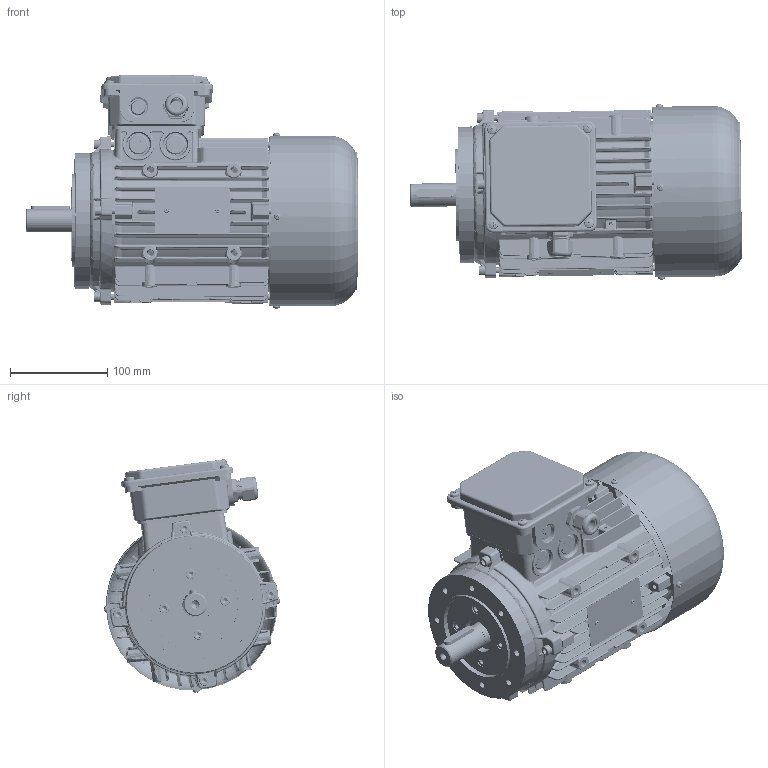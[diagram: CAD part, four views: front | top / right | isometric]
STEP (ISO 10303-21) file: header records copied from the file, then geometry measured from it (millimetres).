
FILE_DESCRIPTION((''),'2;1');
FILE_NAME('OE090L-B14.stp','2014-09-18T10:33:39',('WRKS_ELPROM'),(''),'Autodesk Inventor 2011','Autodesk Inventor 2011','');
FILE_SCHEMA(('AUTOMOTIVE_DESIGN { 1 0 10303 214 1 1 1 1 }'));
Length unit declared in the file: millimetre
Products named in the file (33): OE090L-B14; OE090L-BASE; PNC090LFAGQ; PNQ090ASAEXDL; PNQ090PSAEXDL; 6205-2Z; 6205-2Z_PART1; 6205-2Z_PART2; 6205-2Z_PART3; 6205-2Z_PART4; 6205-2Z_PART5; 1009320+ANELLO; VENTOLA_1009320; ANELLO_1009320; DIN 6885 A A 8 x 7 x 40; CVM90_STD; ISO 7045 Z M3,5 x 8 - 4.8 - Z; ISO 4762 M6 x 25; PXA090LBC0000; Assieme_M80-112OE_1M20; 1010130; 1014450; BASE_1014450; COPERCHIO_1014450; 1032490; BASE_1032490; GHIERA_1032490; GOMMINO_1032490; 1023260; PNTARGAGEM; Rivetto Ø2,4x7; PNF090Q140EXDL; DIN EN ISO 4762 M6 x 20
Assembly tree (58 placements, depth 5):
  OE090L-B14
    OE090L-BASE
      PNC090LFAGQ
      PNQ090ASAEXDL
      PNQ090PSAEXDL
      6205-2Z  x2
        6205-2Z_PART1
        6205-2Z_PART2
        6205-2Z_PART3
        6205-2Z_PART4
        6205-2Z_PART5
      1009320+ANELLO
        VENTOLA_1009320
        ANELLO_1009320
      DIN 6885 A A 8 x 7 x 40
      CVM90_STD
      ISO 7045 Z M3,5 x 8 - 4.8 - Z  x4
      ISO 4762 M6 x 25  x8
      PXA090LBC0000
      Assieme_M80-112OE_1M20
        1010130
        1014450
          BASE_1014450
          COPERCHIO_1014450
        1032490
          BASE_1032490
          GHIERA_1032490
          GOMMINO_1032490
        1023260  x4
      PNTARGAGEM
      Rivetto Ø2,4x7  x2
    PNF090Q140EXDL
    DIN EN ISO 4762 M6 x 20  x4
Bounding box: 341.33 x 180.54 x 240.04 mm (x, y, z)
Volume: 1561973.1 mm3; surface area: 861964.8 mm2
Topology: 64 solids, 64 shells, 6841 faces, 16812 edges, 10076 vertices
Faces by surface type: plane 2127, bspline 1854, cylinder 1658, cone 627, torus 472, sphere 103
Full cylindrical faces by diameter (mm): 1.5 x2, 2.5 x6, 3 x8, 3.175 x4, 3.25 x1, 3.5 x4, 3.7 x4, 4 x2, 4.1 x4, 4.25 x4, 4.75 x4, 4.9 x4, 5 x10, 5.5 x4, 6 x12, 6.5 x8, 6.647 x10, 6.75 x12, 7 x3, 8 x3, 9.7 x4, 10 x16, 12 x1, 12.3 x1, 12.5 x1, 14 x1, 15 x1, 15.5 x2, 18.2 x2, 18.5 x5
Entity records: 424462 total; most frequent: CARTESIAN_POINT 279928, ORIENTED_EDGE 29860, DIRECTION 27045, EDGE_CURVE 14930, AXIS2_PLACEMENT_3D 10485, VERTEX_POINT 9247, EDGE_LOOP 7269, FACE_OUTER_BOUND 6344
